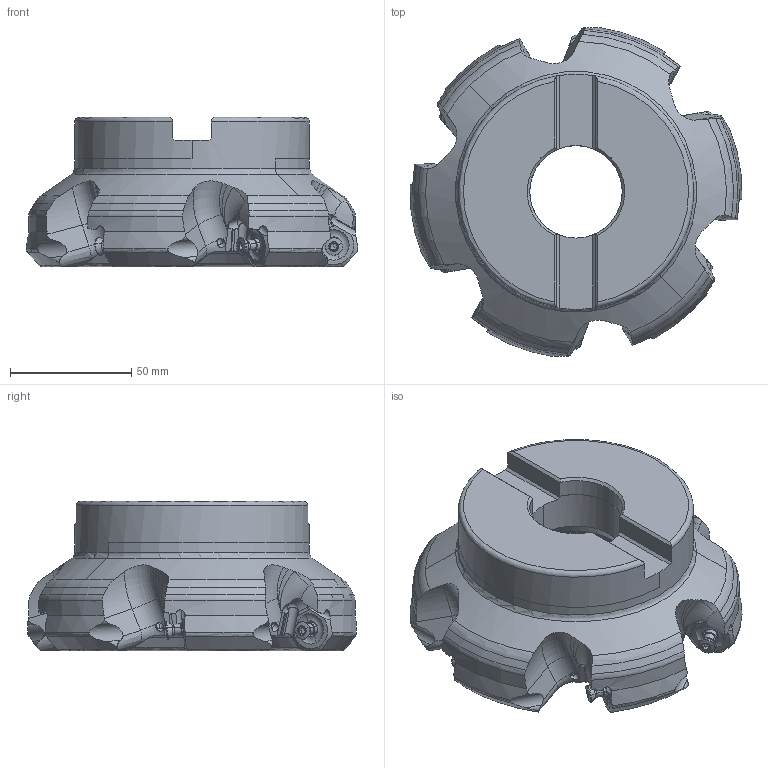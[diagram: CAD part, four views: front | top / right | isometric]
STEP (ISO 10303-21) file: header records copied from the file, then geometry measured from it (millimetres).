
FILE_DESCRIPTION((''),'2;1');
FILE_NAME('AHX640SUR0506EA_ASM','2021-08-20T14:19:19',('tlyw01'),('PTC Japan'),'CREO PARAMETRIC BY PTC INC, 2018500','CREO PARAMETRIC BY PTC INC, 2018500','');
FILE_SCHEMA(('AUTOMOTIVE_DESIGN { 1 0 10303 214 1 1 1 1 }'));
Products named in the file (8): AHX640SUR0506EA_1; AHX640SUR0506EA_2; AHX640SUR0506EA_3; AHX640SUR0506EA_4; AHX640SUR0506EA_5; AHX640SUR0506EA_6; AHX640SUR0506EA_7; AHX640SUR0506EA_ASM
Assembly tree (7 placements, depth 2):
  AHX640SUR0506EA_ASM
    AHX640SUR0506EA_1
    AHX640SUR0506EA_2
    AHX640SUR0506EA_3
    AHX640SUR0506EA_4
    AHX640SUR0506EA_5
    AHX640SUR0506EA_6
    AHX640SUR0506EA_7
Bounding box: 136.7 x 135.38 x 61.71 mm (x, y, z)
Volume: 441999.1 mm3; surface area: 58121.2 mm2
Topology: 7 solids, 7 shells, 749 faces, 2286 edges, 1515 vertices
Faces by surface type: cylinder 288, cone 150, plane 140, torus 99, sphere 42, revolution 18, bspline 12
Entity records: 43140 total; most frequent: CARTESIAN_POINT 18802, ORIENTED_EDGE 4476, DIRECTION 3192, EDGE_CURVE 2238, VERTEX_POINT 1515, AXIS2_PLACEMENT_3D 1347, B_SPLINE_CURVE_WITH_KNOTS 1161, EDGE_LOOP 775
